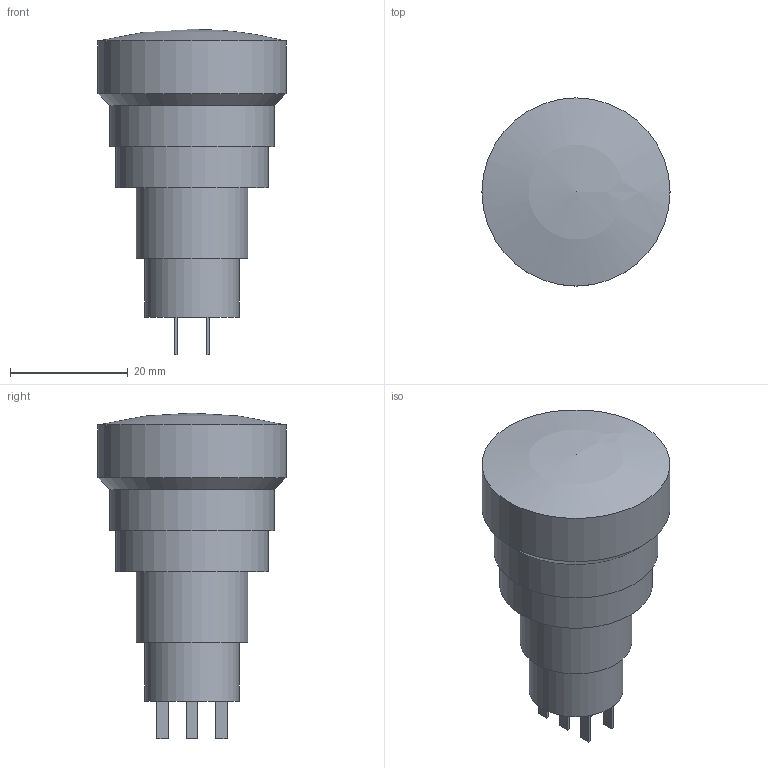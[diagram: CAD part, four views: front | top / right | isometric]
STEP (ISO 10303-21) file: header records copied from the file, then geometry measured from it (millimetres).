
FILE_DESCRIPTION(('FreeCAD Model'),'2;1');
FILE_NAME('Open CASCADE Shape Model','2023-01-14T23:26:02',('Author'),( ''),'Open CASCADE STEP processor 7.5','FreeCAD','Unknown');
FILE_SCHEMA(('AUTOMOTIVE_DESIGN { 1 0 10303 214 1 1 1 1 }'));
Length unit declared in the file: millimetre
Products named in the file (1): TC-9219036
Bounding box: 32 x 32 x 55.4 mm (x, y, z)
Volume: 22940.6 mm3; surface area: 5202.4 mm2
Topology: 1 solids, 1 shells, 41 faces, 90 edges, 59 vertices
Faces by surface type: plane 34, cylinder 5, cone 1, sphere 1
Full cylindrical faces by diameter (mm): 16 x1, 19 x1, 26 x1, 28 x1, 32 x1
Entity records: 2258 total; most frequent: CARTESIAN_POINT 395, DIRECTION 335, LINE 222, VECTOR 222, ORIENTED_EDGE 178, PCURVE 178, DEFINITIONAL_REPRESENTATION 178, EDGE_CURVE 89
